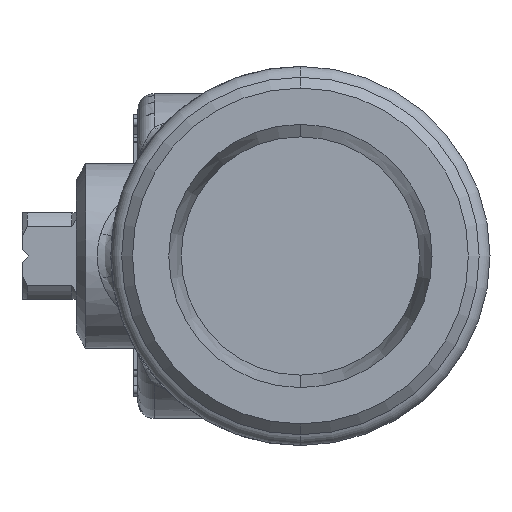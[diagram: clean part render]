
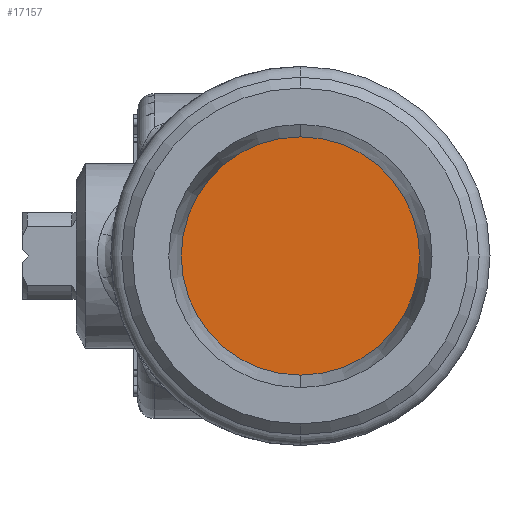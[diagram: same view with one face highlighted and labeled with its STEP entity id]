
A CAD part, left-side view. The second image highlights one B-rep face of the part: STEP entity #17157.
In plain terms, the highlighted planar face has unit normal (-1, 0, 0).
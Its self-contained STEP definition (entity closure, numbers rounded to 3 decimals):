
#947 = CIRCLE ( 'NONE', #3338, 11. ) ;
#3100 = AXIS2_PLACEMENT_3D ( 'NONE', #11376, #19286, #15346 ) ;
#3338 = AXIS2_PLACEMENT_3D ( 'NONE', #4106, #16272, #24301 ) ;
#3715 = ORIENTED_EDGE ( 'NONE', *, *, #12066, .T. ) ;
#3761 = VERTEX_POINT ( 'NONE', #6224 ) ;
#4106 = CARTESIAN_POINT ( 'NONE',  ( -1., 0., 0. ) ) ;
#4153 = DIRECTION ( 'NONE',  ( -1., 0., 0. ) ) ;
#6224 = CARTESIAN_POINT ( 'NONE',  ( -1., 0., 11. ) ) ;
#6718 = ORIENTED_EDGE ( 'NONE', *, *, #14051, .T. ) ;
#7373 = AXIS2_PLACEMENT_3D ( 'NONE', #14117, #4153, #18260 ) ;
#11376 = CARTESIAN_POINT ( 'NONE',  ( -1., 0., 0. ) ) ;
#12066 = EDGE_CURVE ( 'NONE', #3761, #24267, #15300, .T. ) ;
#12560 = EDGE_LOOP ( 'NONE', ( #3715, #6718 ) ) ;
#14051 = EDGE_CURVE ( 'NONE', #24267, #3761, #947, .T. ) ;
#14117 = CARTESIAN_POINT ( 'NONE',  ( -1., 0., 0. ) ) ;
#14149 = CARTESIAN_POINT ( 'NONE',  ( -1., 0., -11. ) ) ;
#15300 = CIRCLE ( 'NONE', #3100, 11. ) ;
#15346 = DIRECTION ( 'NONE',  ( 0., 0., 1. ) ) ;
#16272 = DIRECTION ( 'NONE',  ( -1., 0., 0. ) ) ;
#16321 = PLANE ( 'NONE',  #7373 ) ;
#17157 = ADVANCED_FACE ( 'NONE', ( #25259 ), #16321, .T. ) ;
#18260 = DIRECTION ( 'NONE',  ( 0., 0., 1. ) ) ;
#19286 = DIRECTION ( 'NONE',  ( -1., 0., 0. ) ) ;
#24267 = VERTEX_POINT ( 'NONE', #14149 ) ;
#24301 = DIRECTION ( 'NONE',  ( 0., 0., 1. ) ) ;
#25259 = FACE_OUTER_BOUND ( 'NONE', #12560, .T. ) ;
